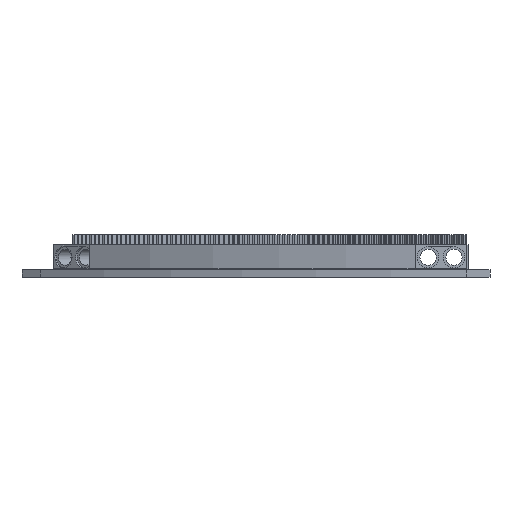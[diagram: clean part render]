
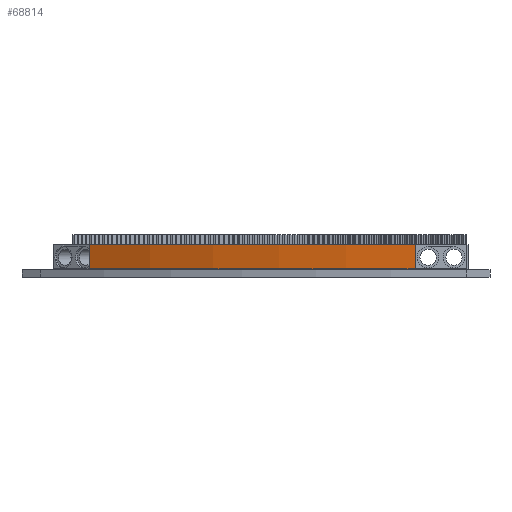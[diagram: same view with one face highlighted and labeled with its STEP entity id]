
A CAD part, left-side view. The second image highlights one B-rep face of the part: STEP entity #68814.
In plain terms, the highlighted cylindrical face has radius 215.9 mm (diameter 431.8 mm), a partial arc.
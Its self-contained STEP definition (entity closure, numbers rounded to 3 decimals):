
#280 = PLANE('',#281);
#281 = AXIS2_PLACEMENT_3D('',#282,#283,#284);
#282 = CARTESIAN_POINT('',(-9.947,-1.804,3.4));
#283 = DIRECTION('',(0.,0.,-1.));
#284 = DIRECTION('',(0.316,0.949,0.));
#24479 = VERTEX_POINT('',#24480);
#24480 = CARTESIAN_POINT('',(-35.516,-49.05,3.4));
#24494 = PLANE('',#24495);
#24495 = AXIS2_PLACEMENT_3D('',#24496,#24497,#24498);
#24496 = CARTESIAN_POINT('',(11.79,-49.05,-4.4));
#24497 = DIRECTION('',(0.,1.,0.));
#24498 = DIRECTION('',(0.,0.,1.));
#24506 = EDGE_CURVE('',#24479,#24507,#24509,.T.);
#24507 = VERTEX_POINT('',#24508);
#24508 = CARTESIAN_POINT('',(-2.055,51.334,3.4));
#24509 = SURFACE_CURVE('',#24510,(#24515,#24522),.PCURVE_S1.);
#24510 = CIRCLE('',#24511,215.9);
#24511 = AXIS2_PLACEMENT_3D('',#24512,#24513,#24514);
#24512 = CARTESIAN_POINT('',(179.79,-65.05,3.4));
#24513 = DIRECTION('',(0.,0.,-1.));
#24514 = DIRECTION('',(-1.,0.,0.));
#24515 = PCURVE('',#280,#24516);
#24516 = DEFINITIONAL_REPRESENTATION('',(#24517),#24521);
#24517 = CIRCLE('',#24518,215.9);
#24518 = AXIS2_PLACEMENT_2D('',#24519,#24520);
#24519 = CARTESIAN_POINT('',(0.,200.));
#24520 = DIRECTION('',(-0.316,-0.949));
#24521 = ( GEOMETRIC_REPRESENTATION_CONTEXT(2) 
PARAMETRIC_REPRESENTATION_CONTEXT() REPRESENTATION_CONTEXT('2D SPACE',''
  ) );
#24522 = PCURVE('',#24523,#24528);
#24523 = CYLINDRICAL_SURFACE('',#24524,215.9);
#24524 = AXIS2_PLACEMENT_3D('',#24525,#24526,#24527);
#24525 = CARTESIAN_POINT('',(179.79,-65.05,-4.4));
#24526 = DIRECTION('',(-0.,-0.,1.));
#24527 = DIRECTION('',(-1.,0.,0.));
#24528 = DEFINITIONAL_REPRESENTATION('',(#24529),#24533);
#24529 = LINE('',#24530,#24531);
#24530 = CARTESIAN_POINT('',(-0.,7.8));
#24531 = VECTOR('',#24532,1.);
#24532 = DIRECTION('',(-1.,0.));
#24533 = ( GEOMETRIC_REPRESENTATION_CONTEXT(2) 
PARAMETRIC_REPRESENTATION_CONTEXT() REPRESENTATION_CONTEXT('2D SPACE',''
  ) );
#24551 = PLANE('',#24552);
#24552 = AXIS2_PLACEMENT_3D('',#24553,#24554,#24555);
#24553 = CARTESIAN_POINT('',(-15.41,61.35,-4.4));
#24554 = DIRECTION('',(-0.6,-0.8,0.));
#24555 = DIRECTION('',(0.,0.,1.));
#68770 = VERTEX_POINT('',#68771);
#68771 = CARTESIAN_POINT('',(-2.055,51.334,-4.));
#68794 = EDGE_CURVE('',#68770,#24507,#68795,.T.);
#68795 = SURFACE_CURVE('',#68796,(#68800,#68807),.PCURVE_S1.);
#68796 = LINE('',#68797,#68798);
#68797 = CARTESIAN_POINT('',(-2.055,51.334,-4.4));
#68798 = VECTOR('',#68799,1.);
#68799 = DIRECTION('',(-0.,-0.,1.));
#68800 = PCURVE('',#24551,#68801);
#68801 = DEFINITIONAL_REPRESENTATION('',(#68802),#68806);
#68802 = LINE('',#68803,#68804);
#68803 = CARTESIAN_POINT('',(0.,-16.694));
#68804 = VECTOR('',#68805,1.);
#68805 = DIRECTION('',(1.,0.));
#68806 = ( GEOMETRIC_REPRESENTATION_CONTEXT(2) 
PARAMETRIC_REPRESENTATION_CONTEXT() REPRESENTATION_CONTEXT('2D SPACE',''
  ) );
#68807 = PCURVE('',#24523,#68808);
#68808 = DEFINITIONAL_REPRESENTATION('',(#68809),#68813);
#68809 = LINE('',#68810,#68811);
#68810 = CARTESIAN_POINT('',(-0.569,0.));
#68811 = VECTOR('',#68812,1.);
#68812 = DIRECTION('',(-0.,1.));
#68813 = ( GEOMETRIC_REPRESENTATION_CONTEXT(2) 
PARAMETRIC_REPRESENTATION_CONTEXT() REPRESENTATION_CONTEXT('2D SPACE',''
  ) );
#68814 = ADVANCED_FACE('',(#68815),#24523,.T.);
#68815 = FACE_BOUND('',#68816,.F.);
#68816 = EDGE_LOOP('',(#68817,#68840,#68867,#68868));
#68817 = ORIENTED_EDGE('',*,*,#68818,.F.);
#68818 = EDGE_CURVE('',#68819,#24479,#68821,.T.);
#68819 = VERTEX_POINT('',#68820);
#68820 = CARTESIAN_POINT('',(-35.516,-49.05,-4.));
#68821 = SURFACE_CURVE('',#68822,(#68826,#68833),.PCURVE_S1.);
#68822 = LINE('',#68823,#68824);
#68823 = CARTESIAN_POINT('',(-35.516,-49.05,-4.4));
#68824 = VECTOR('',#68825,1.);
#68825 = DIRECTION('',(-0.,-0.,1.));
#68826 = PCURVE('',#24523,#68827);
#68827 = DEFINITIONAL_REPRESENTATION('',(#68828),#68832);
#68828 = LINE('',#68829,#68830);
#68829 = CARTESIAN_POINT('',(-0.074,0.));
#68830 = VECTOR('',#68831,1.);
#68831 = DIRECTION('',(-0.,1.));
#68832 = ( GEOMETRIC_REPRESENTATION_CONTEXT(2) 
PARAMETRIC_REPRESENTATION_CONTEXT() REPRESENTATION_CONTEXT('2D SPACE',''
  ) );
#68833 = PCURVE('',#24494,#68834);
#68834 = DEFINITIONAL_REPRESENTATION('',(#68835),#68839);
#68835 = LINE('',#68836,#68837);
#68836 = CARTESIAN_POINT('',(0.,-47.306));
#68837 = VECTOR('',#68838,1.);
#68838 = DIRECTION('',(1.,0.));
#68839 = ( GEOMETRIC_REPRESENTATION_CONTEXT(2) 
PARAMETRIC_REPRESENTATION_CONTEXT() REPRESENTATION_CONTEXT('2D SPACE',''
  ) );
#68840 = ORIENTED_EDGE('',*,*,#68841,.T.);
#68841 = EDGE_CURVE('',#68819,#68770,#68842,.T.);
#68842 = SURFACE_CURVE('',#68843,(#68848,#68855),.PCURVE_S1.);
#68843 = CIRCLE('',#68844,215.9);
#68844 = AXIS2_PLACEMENT_3D('',#68845,#68846,#68847);
#68845 = CARTESIAN_POINT('',(179.79,-65.05,-4.));
#68846 = DIRECTION('',(0.,0.,-1.));
#68847 = DIRECTION('',(-0.997,0.074,0.));
#68848 = PCURVE('',#24523,#68849);
#68849 = DEFINITIONAL_REPRESENTATION('',(#68850),#68854);
#68850 = LINE('',#68851,#68852);
#68851 = CARTESIAN_POINT('',(-0.074,0.4));
#68852 = VECTOR('',#68853,1.);
#68853 = DIRECTION('',(-1.,0.));
#68854 = ( GEOMETRIC_REPRESENTATION_CONTEXT(2) 
PARAMETRIC_REPRESENTATION_CONTEXT() REPRESENTATION_CONTEXT('2D SPACE',''
  ) );
#68855 = PCURVE('',#68856,#68861);
#68856 = CONICAL_SURFACE('',#68857,215.9,0.785);
#68857 = AXIS2_PLACEMENT_3D('',#68858,#68859,#68860);
#68858 = CARTESIAN_POINT('',(179.79,-65.05,-4.));
#68859 = DIRECTION('',(0.,-0.,1.));
#68860 = DIRECTION('',(-0.997,0.074,0.));
#68861 = DEFINITIONAL_REPRESENTATION('',(#68862),#68866);
#68862 = LINE('',#68863,#68864);
#68863 = CARTESIAN_POINT('',(-0.,0.));
#68864 = VECTOR('',#68865,1.);
#68865 = DIRECTION('',(-1.,0.));
#68866 = ( GEOMETRIC_REPRESENTATION_CONTEXT(2) 
PARAMETRIC_REPRESENTATION_CONTEXT() REPRESENTATION_CONTEXT('2D SPACE',''
  ) );
#68867 = ORIENTED_EDGE('',*,*,#68794,.T.);
#68868 = ORIENTED_EDGE('',*,*,#24506,.F.);
